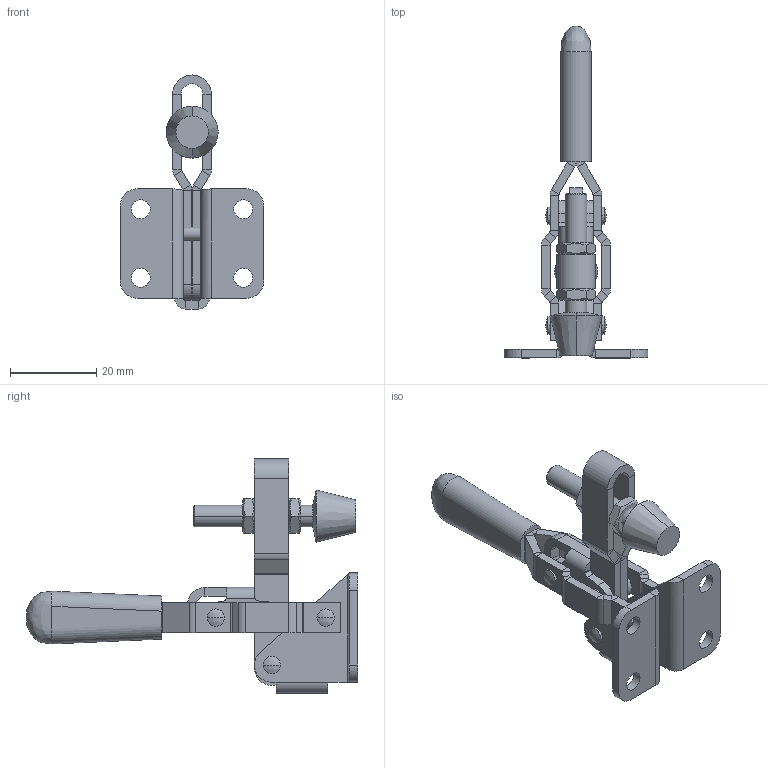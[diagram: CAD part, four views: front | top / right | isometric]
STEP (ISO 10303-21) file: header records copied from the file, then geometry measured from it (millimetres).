
FILE_DESCRIPTION (( 'STEP AP203' ), '1' );
FILE_NAME ('HS-101-A装配体.STEP', '2018-12-07T01:03:33', ( 'PCOS' ), ( '微软中国' ), 'SwSTEP 2.0', 'SolidWorks 2012', '' );
FILE_SCHEMA (( 'CONFIG_CONTROL_DESIGN' ));
Length unit declared in the file: millimetre
Products named in the file (11): HS-101-A蚾饜极; hex thin nuts-grades ab-chamfered gb_GB_FASTENER_NUT_STNAB M5-N; hexagon head bolts-full thread gb_GB_FASTENER_BOLT_STBAB A M5X30-C; 眻忒參; 酗种; 揤輸; 揤參; 忒梟; 蟀裝; 傻种; 楊擘菁釱
Assembly tree (14 placements, depth 2):
  HS-101-A蚾饜极
    楊擘菁釱
    傻种  x2
    蟀裝
    忒梟  x2
    揤參
    揤輸
    酗种  x2
    眻忒參
    hexagon head bolts-full thread gb_GB_FASTENER_BOLT_STBAB A M5X30-C
    hex thin nuts-grades ab-chamfered gb_GB_FASTENER_NUT_STNAB M5-N  x2
Bounding box: 33.3 x 77 x 54.3 mm (x, y, z)
Volume: 10220.8 mm3; surface area: 12989.8 mm2
Topology: 14 solids, 14 shells, 756 faces, 1865 edges, 1174 vertices
Faces by surface type: plane 414, cylinder 174, bspline 122, cone 30, sphere 16
Entity records: 26432 total; most frequent: CARTESIAN_POINT 9978, ORIENTED_EDGE 3306, DIRECTION 2815, EDGE_CURVE 1653, VERTEX_POINT 1050, LINE 1045, VECTOR 1045, AXIS2_PLACEMENT_3D 885
